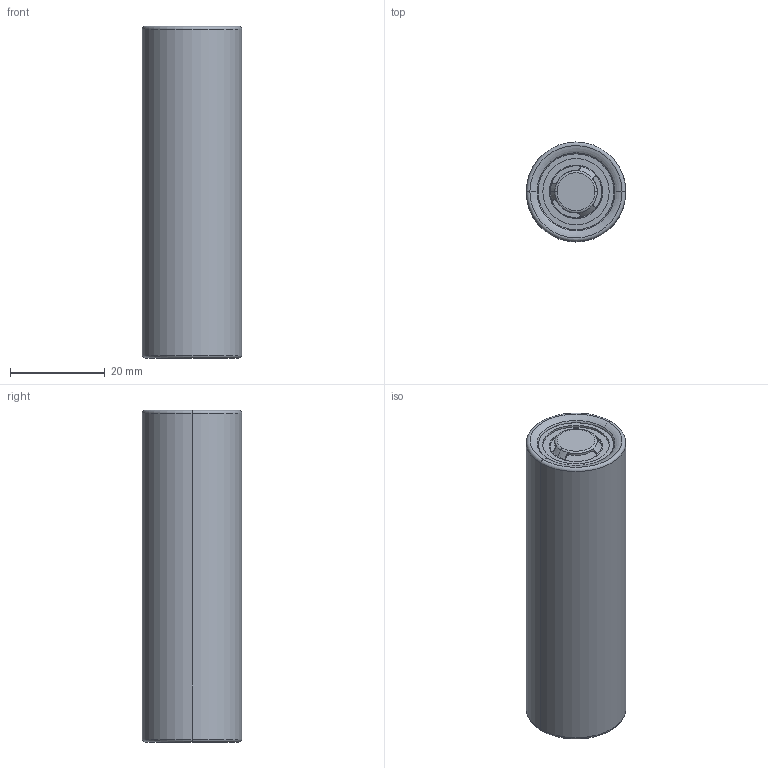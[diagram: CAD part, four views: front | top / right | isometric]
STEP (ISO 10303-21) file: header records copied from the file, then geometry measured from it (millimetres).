
FILE_DESCRIPTION (( 'STEP AP214' ), '1' );
FILE_NAME ('LG_INR21700_M50_SR.STEP', '2021-01-22T06:37:38', ( '' ), ( '' ), 'SwSTEP 2.0', 'SolidWorks 2018', '' );
FILE_SCHEMA (( 'AUTOMOTIVE_DESIGN' ));
Length unit declared in the file: millimetre
Products named in the file (1): LG_INR21700_M50_SR
Bounding box: 21 x 21 x 70.1 mm (x, y, z)
Volume: 1732.4 mm3; surface area: 11333.2 mm2
Topology: 2 solids, 2 shells, 327 faces, 868 edges, 566 vertices
Faces by surface type: bspline 140, plane 92, cylinder 50, torus 41, cone 4
Entity records: 18790 total; most frequent: CARTESIAN_POINT 8342, ORIENTED_EDGE 1736, DIRECTION 1076, EDGE_CURVE 868, VERTEX_POINT 566, AXIS2_PLACEMENT_3D 389, EDGE_LOOP 352, B_SPLINE_CURVE_WITH_KNOTS 351
